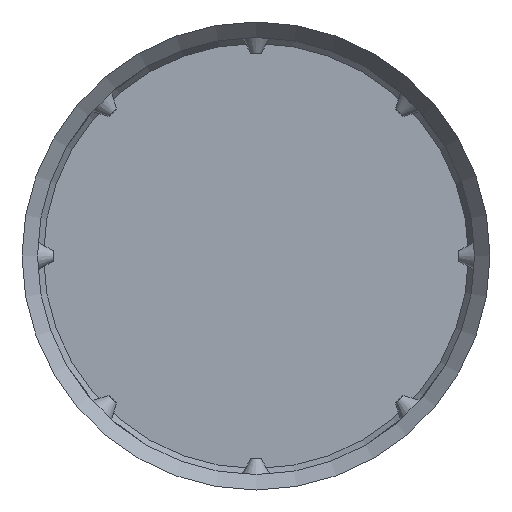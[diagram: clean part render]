
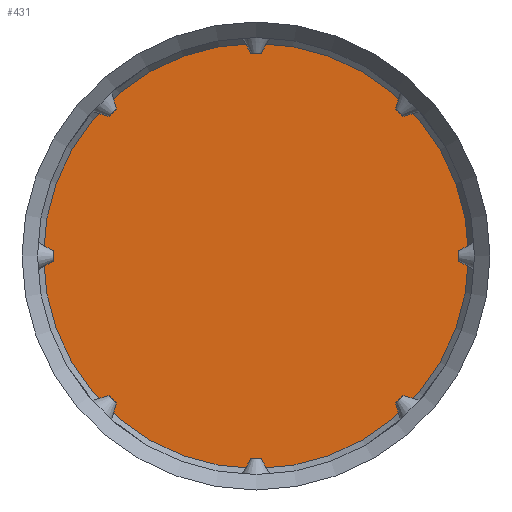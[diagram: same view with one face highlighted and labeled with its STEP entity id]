
A CAD part, front view. The second image highlights one B-rep face of the part: STEP entity #431.
In plain terms, the highlighted planar face has unit normal (0, -1, 0).
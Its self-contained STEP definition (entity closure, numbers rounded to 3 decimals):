
#116=FACE_OUTER_BOUND('',#148,.T.);
#148=EDGE_LOOP('',(#315));
#189=CIRCLE('',#496,41.22);
#211=VERTEX_POINT('',#696);
#252=EDGE_CURVE('',#211,#211,#189,.T.);
#315=ORIENTED_EDGE('',*,*,#252,.F.);
#414=PLANE('',#495);
#431=ADVANCED_FACE('',(#116),#414,.T.);
#495=AXIS2_PLACEMENT_3D('',#695,#568,#569);
#496=AXIS2_PLACEMENT_3D('',#697,#570,#571);
#568=DIRECTION('center_axis',(0.,-1.,0.));
#569=DIRECTION('ref_axis',(0.,0.,-1.));
#570=DIRECTION('center_axis',(0.,1.,0.));
#571=DIRECTION('ref_axis',(1.,0.,0.));
#695=CARTESIAN_POINT('Origin',(-41.22,174.85,0.));
#696=CARTESIAN_POINT('',(41.22,174.85,0.));
#697=CARTESIAN_POINT('Origin',(0.,174.85,0.));
